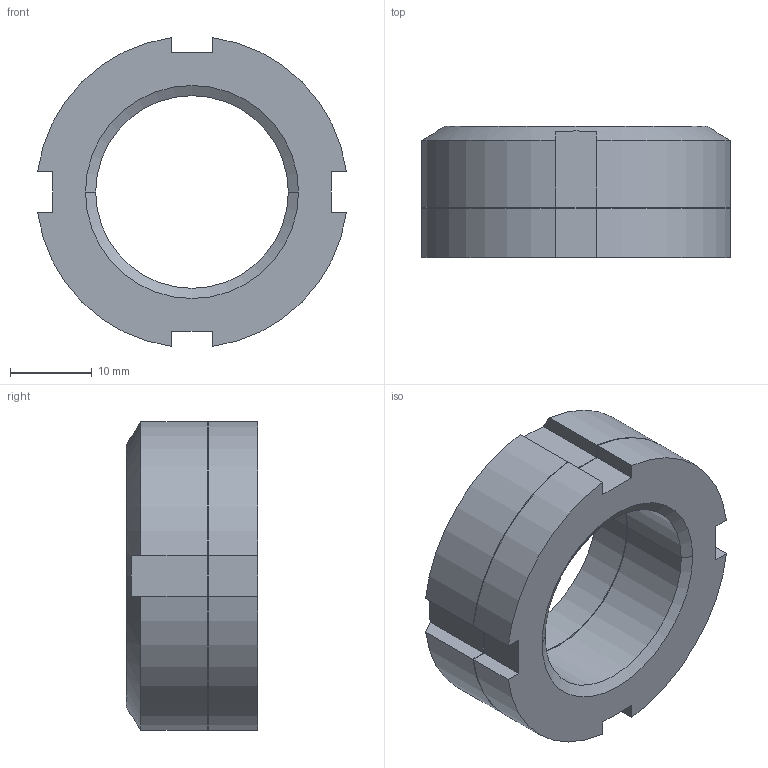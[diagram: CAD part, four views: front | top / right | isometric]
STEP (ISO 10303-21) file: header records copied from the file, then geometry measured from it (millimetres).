
FILE_DESCRIPTION((''),'2;1');
FILE_NAME('1RSTD0252____0','2019-10-29T15:17:50',('kim.bk'),(''),'CREO PARAMETRIC BY PTC INC, 2019010','CREO PARAMETRIC BY PTC INC, 2019010','');
FILE_SCHEMA(('CONFIG_CONTROL_DESIGN'));
Length unit declared in the file: millimetre
Products named in the file (1): 1RSTD0252____0
Bounding box: 37.67 x 16 x 37.67 mm (x, y, z)
Volume: 10193.4 mm3; surface area: 6367.5 mm2
Topology: 2 solids, 2 shells, 382 faces, 1076 edges, 716 vertices
Faces by surface type: plane 360, cylinder 12, cone 10
Entity records: 12174 total; most frequent: CARTESIAN_POINT 2226, ORIENTED_EDGE 2152, DIRECTION 1864, EDGE_CURVE 1076, VECTOR 1024, LINE 1024, VERTEX_POINT 716, AXIS2_PLACEMENT_3D 420
